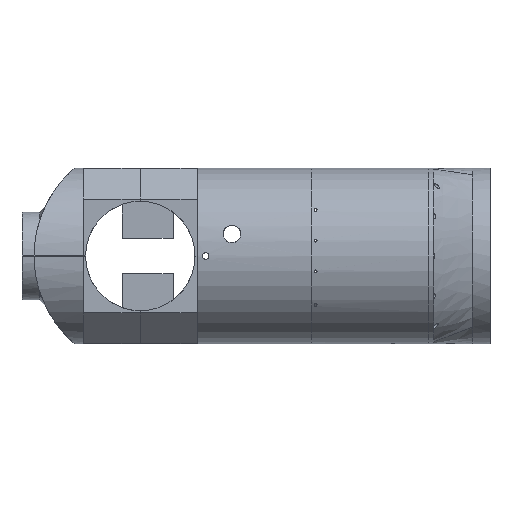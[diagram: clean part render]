
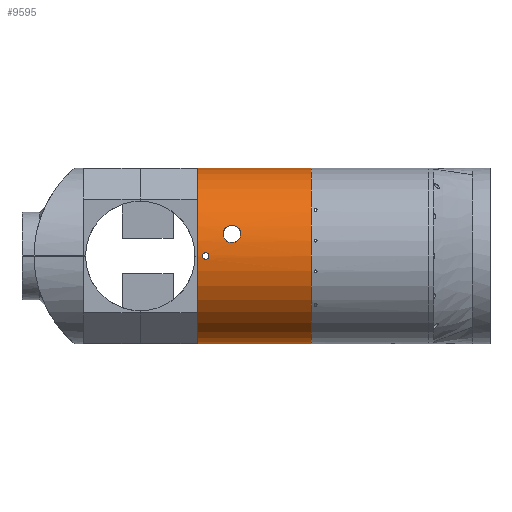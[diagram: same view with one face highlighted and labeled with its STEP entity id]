
A CAD part, left-side view. The second image highlights one B-rep face of the part: STEP entity #9595.
In plain terms, the highlighted cylindrical face has radius 100 mm (diameter 200 mm), a partial arc.
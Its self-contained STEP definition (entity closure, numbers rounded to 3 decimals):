
#162=B_SPLINE_CURVE_WITH_KNOTS('',3,(#14886,#14887,#14888,#14889,#14890,
#14891,#14892,#14893,#14894,#14895),.UNSPECIFIED.,.F.,.F.,(4,2,2,2,4),(0.565,
0.706,0.848,0.989,1.13),
 .UNSPECIFIED.);
#163=B_SPLINE_CURVE_WITH_KNOTS('',3,(#14897,#14898,#14899,#14900,#14901,
#14902,#14903,#14904,#14905,#14906),.UNSPECIFIED.,.F.,.F.,(4,2,2,2,4),(1.13,
1.271,1.413,1.554,1.695),
 .UNSPECIFIED.);
#164=B_SPLINE_CURVE_WITH_KNOTS('',3,(#14907,#14908,#14909,#14910,#14911,
#14912,#14913,#14914,#14915,#14916,#14917,#14918,#14919,#14920,#14921,#14922,
#14923,#14924,#14925),.UNSPECIFIED.,.F.,.F.,(4,2,2,2,3,2,2,2,4),(1.695,
1.837,1.978,2.119,2.26,2.402,
2.543,2.684,2.825),.UNSPECIFIED.);
#165=B_SPLINE_CURVE_WITH_KNOTS('',3,(#14928,#14929,#14930,#14931,#14932,
#14933,#14934,#14935,#14936,#14937,#14938,#14939,#14940,#14941,#14942,#14943,
#14944,#14945),.UNSPECIFIED.,.F.,.F.,(4,2,2,2,2,2,2,2,4),(0.,0.377,
0.754,1.148,1.542,1.928,2.314,
2.69,3.066),.UNSPECIFIED.);
#166=B_SPLINE_CURVE_WITH_KNOTS('',3,(#14946,#14947,#14948,#14949,#14950,
#14951,#14952,#14953,#14954,#14955,#14956,#14957,#14958,#14959,#14960,#14961,
#14962,#14963),.UNSPECIFIED.,.F.,.F.,(4,2,2,2,2,2,2,2,4),(3.066,
3.442,3.818,4.204,4.59,4.984,
5.378,5.755,6.132),.UNSPECIFIED.);
#388=CYLINDRICAL_SURFACE('',#10390,100.);
#605=FACE_BOUND('',#1828,.T.);
#606=FACE_BOUND('',#1829,.T.);
#859=CIRCLE('',#10341,100.);
#893=CIRCLE('',#10391,100.);
#1302=FACE_OUTER_BOUND('',#1827,.T.);
#1827=EDGE_LOOP('',(#6850,#6851,#6852,#6853));
#1828=EDGE_LOOP('',(#6854,#6855,#6856));
#1829=EDGE_LOOP('',(#6857,#6858));
#2569=LINE('',#14874,#3351);
#2572=LINE('',#14882,#3354);
#3351=VECTOR('',#11567,10.);
#3354=VECTOR('',#11574,10.);
#4138=VERTEX_POINT('',#14714);
#4139=VERTEX_POINT('',#14716);
#4183=VERTEX_POINT('',#14873);
#4186=VERTEX_POINT('',#14881);
#4187=VERTEX_POINT('',#14884);
#4188=VERTEX_POINT('',#14885);
#4189=VERTEX_POINT('',#14896);
#4190=VERTEX_POINT('',#14926);
#4191=VERTEX_POINT('',#14927);
#5149=EDGE_CURVE('',#4139,#4138,#859,.T.);
#5213=EDGE_CURVE('',#4139,#4183,#2569,.T.);
#5217=EDGE_CURVE('',#4138,#4186,#2572,.T.);
#5218=EDGE_CURVE('',#4186,#4183,#893,.T.);
#5219=EDGE_CURVE('',#4187,#4188,#162,.T.);
#5220=EDGE_CURVE('',#4188,#4189,#163,.T.);
#5221=EDGE_CURVE('',#4189,#4187,#164,.T.);
#5222=EDGE_CURVE('',#4190,#4191,#165,.T.);
#5223=EDGE_CURVE('',#4191,#4190,#166,.T.);
#6850=ORIENTED_EDGE('',*,*,#5149,.T.);
#6851=ORIENTED_EDGE('',*,*,#5217,.T.);
#6852=ORIENTED_EDGE('',*,*,#5218,.T.);
#6853=ORIENTED_EDGE('',*,*,#5213,.F.);
#6854=ORIENTED_EDGE('',*,*,#5219,.T.);
#6855=ORIENTED_EDGE('',*,*,#5220,.T.);
#6856=ORIENTED_EDGE('',*,*,#5221,.T.);
#6857=ORIENTED_EDGE('',*,*,#5222,.T.);
#6858=ORIENTED_EDGE('',*,*,#5223,.T.);
#9595=ADVANCED_FACE('',(#1302,#605,#606),#388,.T.);
#10341=AXIS2_PLACEMENT_3D('',#14717,#11442,#11443);
#10390=AXIS2_PLACEMENT_3D('',#14880,#11572,#11573);
#10391=AXIS2_PLACEMENT_3D('',#14883,#11575,#11576);
#11442=DIRECTION('center_axis',(0.,1.,0.));
#11443=DIRECTION('ref_axis',(0.,0.,-1.));
#11567=DIRECTION('',(0.,1.,0.));
#11572=DIRECTION('center_axis',(0.,-1.,0.));
#11573=DIRECTION('ref_axis',(0.,0.,-1.));
#11574=DIRECTION('',(0.,1.,0.));
#11575=DIRECTION('center_axis',(0.,-1.,0.));
#11576=DIRECTION('ref_axis',(0.,0.,-1.));
#14714=CARTESIAN_POINT('',(-75.,-260.,100.));
#14716=CARTESIAN_POINT('',(-75.,-260.,-100.));
#14717=CARTESIAN_POINT('Origin',(-75.,-260.,0.));
#14873=CARTESIAN_POINT('',(-75.,-130.,-100.));
#14874=CARTESIAN_POINT('',(-75.,0.,-100.));
#14880=CARTESIAN_POINT('Origin',(-75.,0.,0.));
#14881=CARTESIAN_POINT('',(-75.,-130.,100.));
#14882=CARTESIAN_POINT('',(-75.,0.,100.));
#14883=CARTESIAN_POINT('Origin',(-75.,-130.,0.));
#14884=CARTESIAN_POINT('',(-175.,-143.265,0.));
#14885=CARTESIAN_POINT('',(-174.93,-139.515,-3.75));
#14886=CARTESIAN_POINT('Ctrl Pts',(-175.,-143.265,0.));
#14887=CARTESIAN_POINT('Ctrl Pts',(-175.,-143.265,-0.471));
#14888=CARTESIAN_POINT('Ctrl Pts',(-174.996,-143.171,-0.973));
#14889=CARTESIAN_POINT('Ctrl Pts',(-174.983,-142.788,-1.897));
#14890=CARTESIAN_POINT('Ctrl Pts',(-174.974,-142.5,
-2.319));
#14891=CARTESIAN_POINT('Ctrl Pts',(-174.956,-141.834,
-2.985));
#14892=CARTESIAN_POINT('Ctrl Pts',(-174.947,-141.412,-3.273));
#14893=CARTESIAN_POINT('Ctrl Pts',(-174.933,-140.488,
-3.656));
#14894=CARTESIAN_POINT('Ctrl Pts',(-174.93,-139.986,-3.75));
#14895=CARTESIAN_POINT('Ctrl Pts',(-174.93,-139.515,-3.75));
#14896=CARTESIAN_POINT('',(-175.,-135.765,0.));
#14897=CARTESIAN_POINT('Ctrl Pts',(-174.93,-139.515,-3.75));
#14898=CARTESIAN_POINT('Ctrl Pts',(-174.93,-139.044,-3.75));
#14899=CARTESIAN_POINT('Ctrl Pts',(-174.933,-138.542,
-3.656));
#14900=CARTESIAN_POINT('Ctrl Pts',(-174.947,-137.618,-3.273));
#14901=CARTESIAN_POINT('Ctrl Pts',(-174.956,-137.196,
-2.985));
#14902=CARTESIAN_POINT('Ctrl Pts',(-174.974,-136.53,
-2.319));
#14903=CARTESIAN_POINT('Ctrl Pts',(-174.983,-136.242,-1.897));
#14904=CARTESIAN_POINT('Ctrl Pts',(-174.996,-135.859,-0.973));
#14905=CARTESIAN_POINT('Ctrl Pts',(-175.,-135.765,-0.471));
#14906=CARTESIAN_POINT('Ctrl Pts',(-175.,-135.765,0.));
#14907=CARTESIAN_POINT('Ctrl Pts',(-175.,-135.765,0.));
#14908=CARTESIAN_POINT('Ctrl Pts',(-175.,-135.765,0.471));
#14909=CARTESIAN_POINT('Ctrl Pts',(-174.996,-135.859,0.973));
#14910=CARTESIAN_POINT('Ctrl Pts',(-174.983,-136.242,1.897));
#14911=CARTESIAN_POINT('Ctrl Pts',(-174.974,-136.53,
2.319));
#14912=CARTESIAN_POINT('Ctrl Pts',(-174.956,-137.196,
2.985));
#14913=CARTESIAN_POINT('Ctrl Pts',(-174.947,-137.618,3.273));
#14914=CARTESIAN_POINT('Ctrl Pts',(-174.933,-138.542,
3.656));
#14915=CARTESIAN_POINT('Ctrl Pts',(-174.93,-139.044,3.75));
#14916=CARTESIAN_POINT('Ctrl Pts',(-174.93,-139.515,3.75));
#14917=CARTESIAN_POINT('Ctrl Pts',(-174.93,-139.986,3.75));
#14918=CARTESIAN_POINT('Ctrl Pts',(-174.933,-140.488,
3.656));
#14919=CARTESIAN_POINT('Ctrl Pts',(-174.947,-141.412,3.273));
#14920=CARTESIAN_POINT('Ctrl Pts',(-174.956,-141.834,
2.985));
#14921=CARTESIAN_POINT('Ctrl Pts',(-174.974,-142.5,
2.319));
#14922=CARTESIAN_POINT('Ctrl Pts',(-174.983,-142.788,1.897));
#14923=CARTESIAN_POINT('Ctrl Pts',(-174.996,-143.171,0.973));
#14924=CARTESIAN_POINT('Ctrl Pts',(-175.,-143.265,0.471));
#14925=CARTESIAN_POINT('Ctrl Pts',(-175.,-143.265,0.));
#14926=CARTESIAN_POINT('',(-168.675,-169.515,35.));
#14927=CARTESIAN_POINT('',(-173.869,-169.515,15.));
#14928=CARTESIAN_POINT('Ctrl Pts',(-168.675,-169.515,35.));
#14929=CARTESIAN_POINT('Ctrl Pts',(-168.675,-170.771,
35.));
#14930=CARTESIAN_POINT('Ctrl Pts',(-168.77,-172.104,
34.749));
#14931=CARTESIAN_POINT('Ctrl Pts',(-169.136,-174.544,
33.744));
#14932=CARTESIAN_POINT('Ctrl Pts',(-169.406,-175.65,
32.991));
#14933=CARTESIAN_POINT('Ctrl Pts',(-170.,-177.434,
31.239));
#14934=CARTESIAN_POINT('Ctrl Pts',(-170.369,-178.218,
30.106));
#14935=CARTESIAN_POINT('Ctrl Pts',(-171.118,-179.258,27.623));
#14936=CARTESIAN_POINT('Ctrl Pts',(-171.496,-179.515,26.272));
#14937=CARTESIAN_POINT('Ctrl Pts',(-172.146,-179.515,23.754));
#14938=CARTESIAN_POINT('Ctrl Pts',(-172.464,-179.268,
22.415));
#14939=CARTESIAN_POINT('Ctrl Pts',(-173.,-178.243,
19.939));
#14940=CARTESIAN_POINT('Ctrl Pts',(-173.221,-177.465,
18.802));
#14941=CARTESIAN_POINT('Ctrl Pts',(-173.544,-175.677,17.027));
#14942=CARTESIAN_POINT('Ctrl Pts',(-173.67,-174.559,
16.264));
#14943=CARTESIAN_POINT('Ctrl Pts',(-173.832,-172.104,
15.25));
#14944=CARTESIAN_POINT('Ctrl Pts',(-173.869,-170.768,
15.));
#14945=CARTESIAN_POINT('Ctrl Pts',(-173.869,-169.515,15.));
#14946=CARTESIAN_POINT('Ctrl Pts',(-173.869,-169.515,15.));
#14947=CARTESIAN_POINT('Ctrl Pts',(-173.869,-168.262,
15.));
#14948=CARTESIAN_POINT('Ctrl Pts',(-173.832,-166.926,
15.25));
#14949=CARTESIAN_POINT('Ctrl Pts',(-173.67,-164.471,
16.264));
#14950=CARTESIAN_POINT('Ctrl Pts',(-173.544,-163.353,17.027));
#14951=CARTESIAN_POINT('Ctrl Pts',(-173.221,-161.565,
18.802));
#14952=CARTESIAN_POINT('Ctrl Pts',(-173.,-160.787,
19.939));
#14953=CARTESIAN_POINT('Ctrl Pts',(-172.464,-159.762,
22.415));
#14954=CARTESIAN_POINT('Ctrl Pts',(-172.146,-159.515,23.754));
#14955=CARTESIAN_POINT('Ctrl Pts',(-171.496,-159.515,26.272));
#14956=CARTESIAN_POINT('Ctrl Pts',(-171.118,-159.772,27.623));
#14957=CARTESIAN_POINT('Ctrl Pts',(-170.369,-160.812,
30.106));
#14958=CARTESIAN_POINT('Ctrl Pts',(-170.,-161.596,
31.239));
#14959=CARTESIAN_POINT('Ctrl Pts',(-169.406,-163.38,
32.991));
#14960=CARTESIAN_POINT('Ctrl Pts',(-169.136,-164.486,
33.744));
#14961=CARTESIAN_POINT('Ctrl Pts',(-168.77,-166.926,
34.749));
#14962=CARTESIAN_POINT('Ctrl Pts',(-168.675,-168.259,
35.));
#14963=CARTESIAN_POINT('Ctrl Pts',(-168.675,-169.515,35.));
